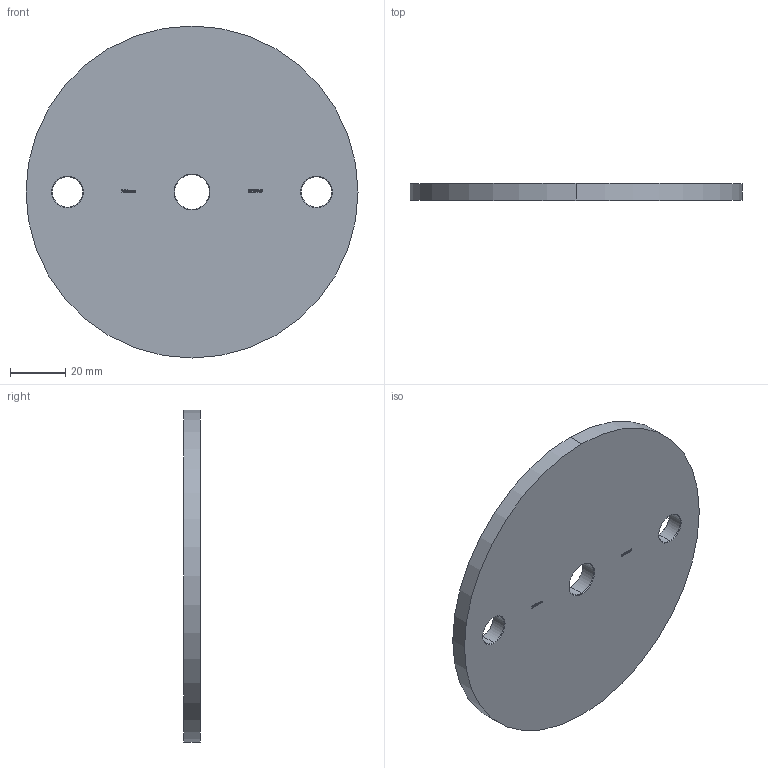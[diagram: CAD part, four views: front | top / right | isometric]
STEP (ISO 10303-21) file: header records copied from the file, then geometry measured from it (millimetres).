
FILE_DESCRIPTION (( 'STEP AP203' ), '1' );
FILE_NAME ('54120-240.step', '2020-10-21T11:01:30', ( '' ), ( '' ), 'SwSTEP 2.0', 'SolidWorks 2018', '' );
FILE_SCHEMA (( 'CONFIG_CONTROL_DESIGN' ));
Length unit declared in the file: millimetre
Products named in the file (2): 54120-240
Bounding box: 120 x 6 x 120 mm (x, y, z)
Volume: 65974.6 mm3; surface area: 24880.6 mm2
Topology: 1 solids, 1 shells, 240 faces, 630 edges, 416 vertices
Faces by surface type: plane 134, bspline 86, cone 12, cylinder 8
Entity records: 12369 total; most frequent: CARTESIAN_POINT 6846, ORIENTED_EDGE 1260, DIRECTION 798, EDGE_CURVE 630, LINE 430, VECTOR 430, VERTEX_POINT 416, EDGE_LOOP 270
